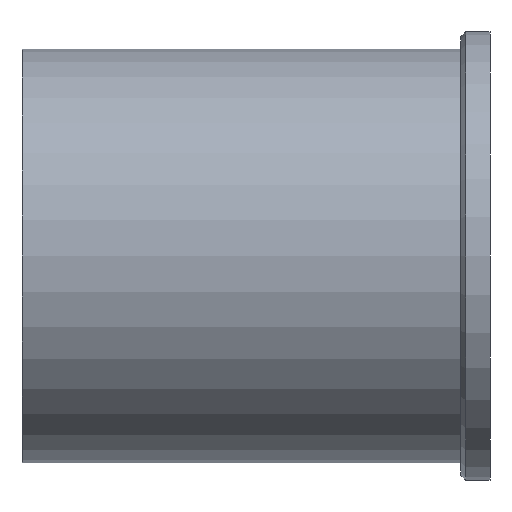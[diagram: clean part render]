
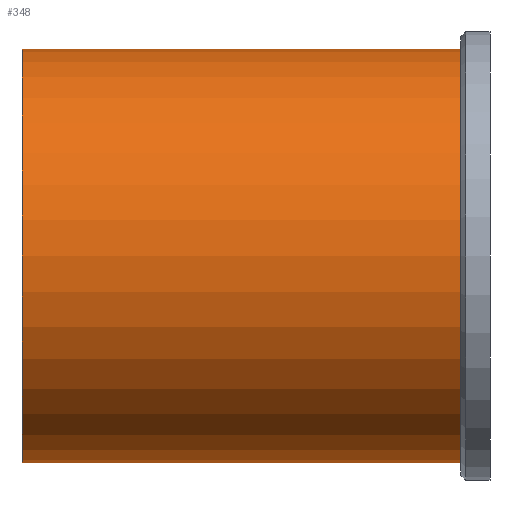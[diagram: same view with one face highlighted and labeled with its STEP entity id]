
A CAD part, left-side view. The second image highlights one B-rep face of the part: STEP entity #348.
In plain terms, the highlighted cylindrical face has radius 21.2 mm (diameter 42.4 mm), a full revolution.
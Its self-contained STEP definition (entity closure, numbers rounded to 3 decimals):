
#60=CIRCLE('',#452,21.2);
#61=CIRCLE('',#453,21.2);
#71=CYLINDRICAL_SURFACE('',#451,21.2);
#92=FACE_OUTER_BOUND('',#122,.T.);
#122=EDGE_LOOP('',(#309,#310,#311,#312));
#144=LINE('',#672,#162);
#162=VECTOR('',#569,21.2);
#189=VERTEX_POINT('',#669);
#190=VERTEX_POINT('',#671);
#230=EDGE_CURVE('',#189,#189,#60,.T.);
#231=EDGE_CURVE('',#189,#190,#144,.T.);
#232=EDGE_CURVE('',#190,#190,#61,.T.);
#309=ORIENTED_EDGE('',*,*,#230,.F.);
#310=ORIENTED_EDGE('',*,*,#231,.T.);
#311=ORIENTED_EDGE('',*,*,#232,.T.);
#312=ORIENTED_EDGE('',*,*,#231,.F.);
#348=ADVANCED_FACE('',(#92),#71,.T.);
#451=AXIS2_PLACEMENT_3D('',#668,#565,#566);
#452=AXIS2_PLACEMENT_3D('',#670,#567,#568);
#453=AXIS2_PLACEMENT_3D('',#673,#570,#571);
#565=DIRECTION('center_axis',(0.,1.,0.));
#566=DIRECTION('ref_axis',(-1.,0.,0.));
#567=DIRECTION('center_axis',(0.,1.,0.));
#568=DIRECTION('ref_axis',(-1.,0.,0.));
#569=DIRECTION('',(0.,-1.,0.));
#570=DIRECTION('center_axis',(0.,1.,0.));
#571=DIRECTION('ref_axis',(-1.,0.,0.));
#668=CARTESIAN_POINT('Origin',(0.,0.,0.));
#669=CARTESIAN_POINT('',(21.2,47.,0.));
#670=CARTESIAN_POINT('Origin',(0.,47.,0.));
#671=CARTESIAN_POINT('',(21.2,0.,0.));
#672=CARTESIAN_POINT('',(21.2,0.,0.));
#673=CARTESIAN_POINT('Origin',(0.,0.,0.));
